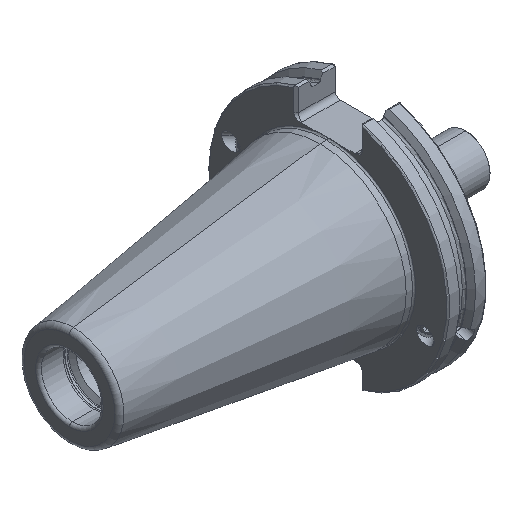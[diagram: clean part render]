
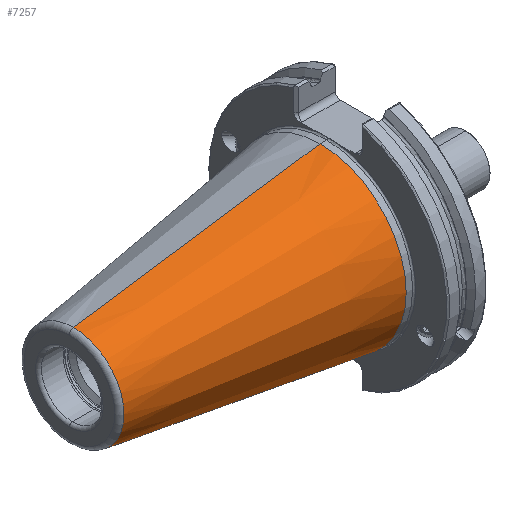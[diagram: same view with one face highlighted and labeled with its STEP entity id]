
A CAD part, isometric view. The second image highlights one B-rep face of the part: STEP entity #7257.
In plain terms, the highlighted conical face has half-angle 8.297 degrees and reference radius 34.925 mm.
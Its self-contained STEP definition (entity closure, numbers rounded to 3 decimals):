
#9 = ORIENTED_EDGE ( 'NONE', *, *, #5673, .T. ) ;
#15 = ORIENTED_EDGE ( 'NONE', *, *, #5091, .T. ) ;
#208 = DIRECTION ( 'NONE',  ( 0., 0., -1. ) ) ;
#233 = DIRECTION ( 'NONE',  ( 1., 0., 0. ) ) ;
#243 = CARTESIAN_POINT ( 'NONE',  ( 0., 0., 0. ) ) ;
#291 = DIRECTION ( 'NONE',  ( 0.99, 0., -0.144 ) ) ;
#313 = CARTESIAN_POINT ( 'NONE',  ( 0., 0., -34.925 ) ) ;
#917 = VERTEX_POINT ( 'NONE', #4580 ) ;
#1221 = DIRECTION ( 'NONE',  ( 0.99, 0., 0.144 ) ) ;
#1502 = CARTESIAN_POINT ( 'NONE',  ( 0., 0., 34.925 ) ) ;
#1628 = VERTEX_POINT ( 'NONE', #4736 ) ;
#1806 = CARTESIAN_POINT ( 'NONE',  ( -99.889, 0., -20.358 ) ) ;
#3352 = EDGE_LOOP ( 'NONE', ( #8309, #6525, #9, #15 ) ) ;
#3370 = VECTOR ( 'NONE', #291, 1000. ) ;
#3413 = LINE ( 'NONE', #313, #3370 ) ;
#3436 = VECTOR ( 'NONE', #1221, 1000. ) ;
#3450 = LINE ( 'NONE', #1502, #3436 ) ;
#4114 = CIRCLE ( 'NONE', #7574, 34.925 ) ;
#4258 = CIRCLE ( 'NONE', #8503, 20.358 ) ;
#4580 = CARTESIAN_POINT ( 'NONE',  ( -99.889, 0., 20.358 ) ) ;
#4596 = AXIS2_PLACEMENT_3D ( 'NONE', #243, #233, #208 ) ;
#4736 = CARTESIAN_POINT ( 'NONE',  ( 0., 0., -34.925 ) ) ;
#5029 = EDGE_CURVE ( 'NONE', #5962, #917, #4258, .T. ) ;
#5091 = EDGE_CURVE ( 'NONE', #1628, #8170, #4114, .T. ) ;
#5382 = CARTESIAN_POINT ( 'NONE',  ( 0., 0., 34.925 ) ) ;
#5601 = EDGE_CURVE ( 'NONE', #917, #8170, #3450, .T. ) ;
#5673 = EDGE_CURVE ( 'NONE', #5962, #1628, #3413, .T. ) ;
#5911 = DIRECTION ( 'NONE',  ( 0., 0., 1. ) ) ;
#5932 = DIRECTION ( 'NONE',  ( -1., 0., 0. ) ) ;
#5942 = CARTESIAN_POINT ( 'NONE',  ( 0., 0., 0. ) ) ;
#5962 = VERTEX_POINT ( 'NONE', #1806 ) ;
#6525 = ORIENTED_EDGE ( 'NONE', *, *, #5029, .F. ) ;
#6954 = DIRECTION ( 'NONE',  ( 0., 0., 1. ) ) ;
#6986 = DIRECTION ( 'NONE',  ( -1., 0., 0. ) ) ;
#6999 = CARTESIAN_POINT ( 'NONE',  ( -99.889, 0., 0. ) ) ;
#7257 = ADVANCED_FACE ( 'NONE', ( #7874 ), #7824, .T. ) ;
#7574 = AXIS2_PLACEMENT_3D ( 'NONE', #5942, #5932, #5911 ) ;
#7824 = CONICAL_SURFACE ( 'NONE', #4596, 34.925, 0.145 ) ;
#7874 = FACE_OUTER_BOUND ( 'NONE', #3352, .T. ) ;
#8170 = VERTEX_POINT ( 'NONE', #5382 ) ;
#8309 = ORIENTED_EDGE ( 'NONE', *, *, #5601, .F. ) ;
#8503 = AXIS2_PLACEMENT_3D ( 'NONE', #6999, #6986, #6954 ) ;
